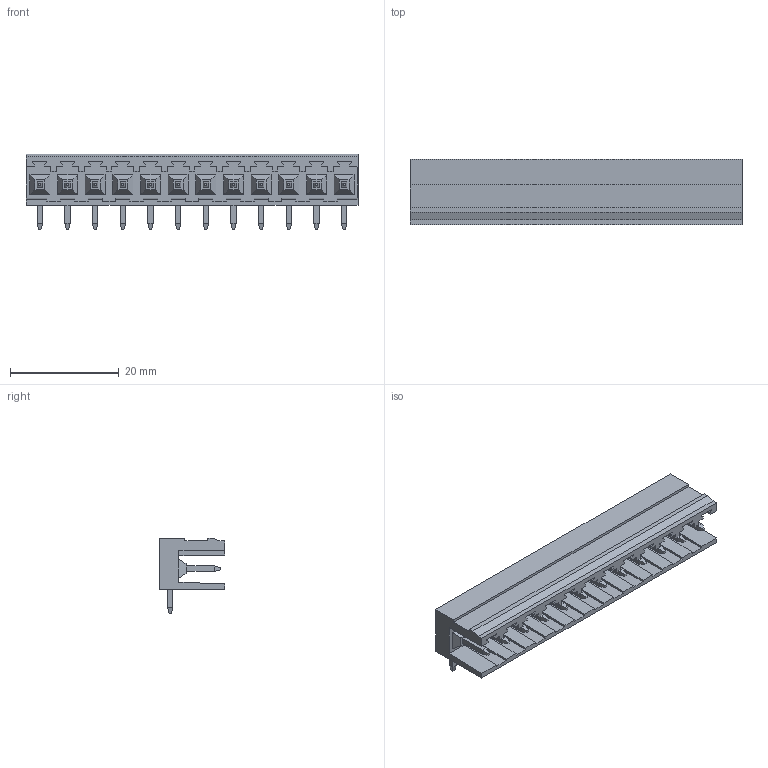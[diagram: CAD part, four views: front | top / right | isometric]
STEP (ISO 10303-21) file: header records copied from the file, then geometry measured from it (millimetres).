
FILE_DESCRIPTION(('CATIA V5 STEP Exchange','CAx-IF Rec.Pracs.--- Model Styling and Organization---1.4--- 2014-01-23'),'2;1');
FILE_NAME ('D1486227_0_1347860000_1347860000.stp','2021-05-11T12:26:05+00:00',('none'),('Weidmueller'),'CATIA Version 5-6 Release 2016 SP3 HF44','CATIA V5 STEP AP214','none');
FILE_SCHEMA(('AUTOMOTIVE_DESIGN { 1 0 10303 214 1 1 1 1 }'));
Length unit declared in the file: millimetre
Products named in the file (1): 1347860000
Bounding box: 60.96 x 12 x 13.9 mm (x, y, z)
Volume: 2582.1 mm3; surface area: 5630.5 mm2
Topology: 13 solids, 13 shells, 600 faces, 1654 edges, 1092 vertices
Faces by surface type: plane 552, cylinder 48
Entity records: 18415 total; most frequent: ORIENTED_EDGE 3308, CARTESIAN_POINT 3166, DIRECTION 2492, EDGE_CURVE 1654, VECTOR 1558, LINE 1558, VERTEX_POINT 1092, EDGE_LOOP 636
